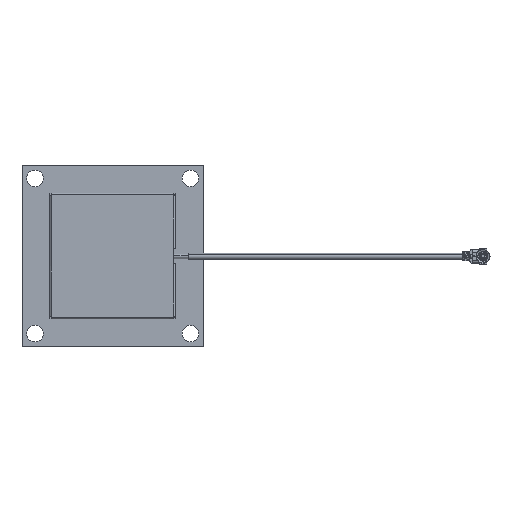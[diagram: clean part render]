
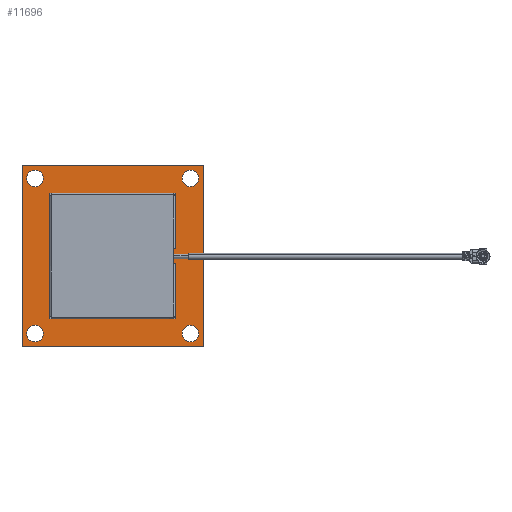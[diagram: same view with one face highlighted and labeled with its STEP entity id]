
A CAD part, top view. The second image highlights one B-rep face of the part: STEP entity #11696.
In plain terms, the highlighted planar face has unit normal (0, 0, 1).
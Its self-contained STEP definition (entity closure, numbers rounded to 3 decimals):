
#17 = VERTEX_POINT ( 'NONE', #8351 ) ;
#70 = FACE_BOUND ( 'NONE', #9381, .T. ) ;
#654 = CARTESIAN_POINT ( 'NONE',  ( 372.302, 403.003, 0.8 ) ) ;
#1132 = DIRECTION ( 'NONE',  ( 0., 0., -1. ) ) ;
#1191 = ORIENTED_EDGE ( 'NONE', *, *, #16485, .T. ) ;
#1308 = CIRCLE ( 'NONE', #9357, 1.6 ) ;
#1376 = AXIS2_PLACEMENT_3D ( 'NONE', #5427, #2750, #14566 ) ;
#1903 = CARTESIAN_POINT ( 'NONE',  ( 372.302, 433.003, 0.8 ) ) ;
#1965 = DIRECTION ( 'NONE',  ( -1., 0., 0. ) ) ;
#2137 = EDGE_CURVE ( 'NONE', #6110, #11442, #19731, .T. ) ;
#2507 = DIRECTION ( 'NONE',  ( 0., 0., -1. ) ) ;
#2750 = DIRECTION ( 'NONE',  ( 0., 0., -1. ) ) ;
#2859 = CARTESIAN_POINT ( 'NONE',  ( 340.702, 403.003, 0.8 ) ) ;
#3375 = AXIS2_PLACEMENT_3D ( 'NONE', #27854, #30373, #12945 ) ;
#3530 = DIRECTION ( 'NONE',  ( -1., 0., 0. ) ) ;
#4423 = DIRECTION ( 'NONE',  ( -1., 0., 0. ) ) ;
#4648 = PLANE ( 'NONE',  #24978 ) ;
#4775 = EDGE_LOOP ( 'NONE', ( #5821, #5523 ) ) ;
#5104 = FACE_BOUND ( 'NONE', #4775, .T. ) ;
#5340 = EDGE_CURVE ( 'NONE', #24017, #23297, #20146, .T. ) ;
#5427 = CARTESIAN_POINT ( 'NONE',  ( 372.302, 403.003, 0.8 ) ) ;
#5523 = ORIENTED_EDGE ( 'NONE', *, *, #10965, .T. ) ;
#5730 = EDGE_LOOP ( 'NONE', ( #27179, #12347 ) ) ;
#5821 = ORIENTED_EDGE ( 'NONE', *, *, #16379, .T. ) ;
#6110 = VERTEX_POINT ( 'NONE', #17837 ) ;
#6389 = DIRECTION ( 'NONE',  ( -1., 0., 0. ) ) ;
#6557 = CIRCLE ( 'NONE', #28666, 0.5 ) ;
#6785 = CIRCLE ( 'NONE', #25897, 1.6 ) ;
#6790 = CARTESIAN_POINT ( 'NONE',  ( 373.902, 403.003, 0.8 ) ) ;
#7177 = AXIS2_PLACEMENT_3D ( 'NONE', #12480, #28990, #14217 ) ;
#8091 = EDGE_CURVE ( 'NONE', #11872, #24578, #17953, .T. ) ;
#8254 = CARTESIAN_POINT ( 'NONE',  ( 342.302, 433.003, 0.8 ) ) ;
#8351 = CARTESIAN_POINT ( 'NONE',  ( 370.702, 403.003, 0.8 ) ) ;
#8728 = EDGE_CURVE ( 'NONE', #16086, #17, #17975, .T. ) ;
#8962 = CARTESIAN_POINT ( 'NONE',  ( 342.302, 403.003, 0.8 ) ) ;
#9357 = AXIS2_PLACEMENT_3D ( 'NONE', #23443, #11642, #18426 ) ;
#9369 = FACE_BOUND ( 'NONE', #5730, .T. ) ;
#9381 = EDGE_LOOP ( 'NONE', ( #23829, #28236 ) ) ;
#9401 = VECTOR ( 'NONE', #6389, 1000. ) ;
#9436 = VECTOR ( 'NONE', #12652, 1000. ) ;
#9571 = CARTESIAN_POINT ( 'NONE',  ( 343.902, 433.003, 0.8 ) ) ;
#9737 = VERTEX_POINT ( 'NONE', #13883 ) ;
#10965 = EDGE_CURVE ( 'NONE', #15786, #11499, #6785, .T. ) ;
#11342 = VECTOR ( 'NONE', #26279, 1000. ) ;
#11442 = VERTEX_POINT ( 'NONE', #22759 ) ;
#11499 = VERTEX_POINT ( 'NONE', #26845 ) ;
#11642 = DIRECTION ( 'NONE',  ( 0., 0., -1. ) ) ;
#11696 = ADVANCED_FACE ( 'NONE', ( #9369, #19430, #70, #5104, #28862, #29018 ), #4648, .F. ) ;
#11704 = AXIS2_PLACEMENT_3D ( 'NONE', #654, #1132, #27577 ) ;
#11872 = VERTEX_POINT ( 'NONE', #17226 ) ;
#12224 = ORIENTED_EDGE ( 'NONE', *, *, #20472, .T. ) ;
#12347 = ORIENTED_EDGE ( 'NONE', *, *, #8728, .T. ) ;
#12374 = VERTEX_POINT ( 'NONE', #24841 ) ;
#12398 = AXIS2_PLACEMENT_3D ( 'NONE', #18859, #30954, #24048 ) ;
#12444 = ORIENTED_EDGE ( 'NONE', *, *, #17719, .T. ) ;
#12459 = CARTESIAN_POINT ( 'NONE',  ( 354.802, 418.003, 0.8 ) ) ;
#12480 = CARTESIAN_POINT ( 'NONE',  ( 354.802, 418.003, 0.8 ) ) ;
#12652 = DIRECTION ( 'NONE',  ( 1., 0., 0. ) ) ;
#12804 = CARTESIAN_POINT ( 'NONE',  ( 374.802, 400.503, 0.8 ) ) ;
#12945 = DIRECTION ( 'NONE',  ( -1., 0., 0. ) ) ;
#13096 = CARTESIAN_POINT ( 'NONE',  ( 355.302, 418.003, 0.8 ) ) ;
#13829 = CARTESIAN_POINT ( 'NONE',  ( 374.802, 435.503, 0.8 ) ) ;
#13883 = CARTESIAN_POINT ( 'NONE',  ( 374.802, 435.503, 0.8 ) ) ;
#14062 = EDGE_CURVE ( 'NONE', #28952, #22031, #18247, .T. ) ;
#14083 = DIRECTION ( 'NONE',  ( 0., 0., -1. ) ) ;
#14137 = EDGE_CURVE ( 'NONE', #17, #16086, #19274, .T. ) ;
#14217 = DIRECTION ( 'NONE',  ( -1., 0., 0. ) ) ;
#14247 = DIRECTION ( 'NONE',  ( -1., 0., 0. ) ) ;
#14349 = CARTESIAN_POINT ( 'NONE',  ( 354.302, 418.003, 0.8 ) ) ;
#14566 = DIRECTION ( 'NONE',  ( -1., 0., 0. ) ) ;
#15123 = ORIENTED_EDGE ( 'NONE', *, *, #2137, .T. ) ;
#15431 = VECTOR ( 'NONE', #23415, 1000. ) ;
#15786 = VERTEX_POINT ( 'NONE', #9571 ) ;
#16086 = VERTEX_POINT ( 'NONE', #6790 ) ;
#16357 = DIRECTION ( 'NONE',  ( -1., 0., 0. ) ) ;
#16379 = EDGE_CURVE ( 'NONE', #11499, #15786, #1308, .T. ) ;
#16485 = EDGE_CURVE ( 'NONE', #12374, #6110, #22028, .T. ) ;
#16946 = CIRCLE ( 'NONE', #3375, 1.6 ) ;
#17226 = CARTESIAN_POINT ( 'NONE',  ( 343.902, 403.003, 0.8 ) ) ;
#17719 = EDGE_CURVE ( 'NONE', #11442, #9737, #20620, .T. ) ;
#17837 = CARTESIAN_POINT ( 'NONE',  ( 339.802, 400.503, 0.8 ) ) ;
#17953 = CIRCLE ( 'NONE', #12398, 1.6 ) ;
#17975 = CIRCLE ( 'NONE', #1376, 1.6 ) ;
#18247 = CIRCLE ( 'NONE', #7177, 0.5 ) ;
#18426 = DIRECTION ( 'NONE',  ( -1., 0., 0. ) ) ;
#18859 = CARTESIAN_POINT ( 'NONE',  ( 342.302, 403.003, 0.8 ) ) ;
#19274 = CIRCLE ( 'NONE', #11704, 1.6 ) ;
#19430 = FACE_BOUND ( 'NONE', #23973, .T. ) ;
#19491 = AXIS2_PLACEMENT_3D ( 'NONE', #8962, #2507, #16357 ) ;
#19731 = LINE ( 'NONE', #12804, #9436 ) ;
#19854 = EDGE_CURVE ( 'NONE', #9737, #12374, #23233, .T. ) ;
#20146 = CIRCLE ( 'NONE', #24668, 1.6 ) ;
#20472 = EDGE_CURVE ( 'NONE', #24578, #11872, #28486, .T. ) ;
#20620 = LINE ( 'NONE', #13829, #15431 ) ;
#21013 = EDGE_LOOP ( 'NONE', ( #15123, #12444, #29743, #1191 ) ) ;
#21046 = CARTESIAN_POINT ( 'NONE',  ( 339.802, 435.503, 0.8 ) ) ;
#22028 = LINE ( 'NONE', #26135, #11342 ) ;
#22031 = VERTEX_POINT ( 'NONE', #13096 ) ;
#22067 = ORIENTED_EDGE ( 'NONE', *, *, #14062, .T. ) ;
#22759 = CARTESIAN_POINT ( 'NONE',  ( 374.802, 400.503, 0.8 ) ) ;
#23102 = EDGE_CURVE ( 'NONE', #22031, #28952, #6557, .T. ) ;
#23233 = LINE ( 'NONE', #21046, #9401 ) ;
#23297 = VERTEX_POINT ( 'NONE', #27848 ) ;
#23415 = DIRECTION ( 'NONE',  ( 0., 1., 0. ) ) ;
#23443 = CARTESIAN_POINT ( 'NONE',  ( 342.302, 433.003, 0.8 ) ) ;
#23829 = ORIENTED_EDGE ( 'NONE', *, *, #5340, .T. ) ;
#23840 = CARTESIAN_POINT ( 'NONE',  ( 370.702, 433.003, 0.8 ) ) ;
#23973 = EDGE_LOOP ( 'NONE', ( #12224, #25073 ) ) ;
#24017 = VERTEX_POINT ( 'NONE', #23840 ) ;
#24048 = DIRECTION ( 'NONE',  ( -1., 0., 0. ) ) ;
#24578 = VERTEX_POINT ( 'NONE', #2859 ) ;
#24668 = AXIS2_PLACEMENT_3D ( 'NONE', #1903, #28318, #4423 ) ;
#24841 = CARTESIAN_POINT ( 'NONE',  ( 339.802, 435.503, 0.8 ) ) ;
#24978 = AXIS2_PLACEMENT_3D ( 'NONE', #26051, #31074, #14247 ) ;
#25073 = ORIENTED_EDGE ( 'NONE', *, *, #8091, .T. ) ;
#25093 = DIRECTION ( 'NONE',  ( 0., 0., -1. ) ) ;
#25876 = ORIENTED_EDGE ( 'NONE', *, *, #23102, .T. ) ;
#25897 = AXIS2_PLACEMENT_3D ( 'NONE', #8254, #25093, #3530 ) ;
#26051 = CARTESIAN_POINT ( 'NONE',  ( 0., 0., 0.8 ) ) ;
#26135 = CARTESIAN_POINT ( 'NONE',  ( 339.802, 400.503, 0.8 ) ) ;
#26279 = DIRECTION ( 'NONE',  ( 0., -1., 0. ) ) ;
#26760 = EDGE_CURVE ( 'NONE', #23297, #24017, #16946, .T. ) ;
#26845 = CARTESIAN_POINT ( 'NONE',  ( 340.702, 433.003, 0.8 ) ) ;
#27179 = ORIENTED_EDGE ( 'NONE', *, *, #14137, .T. ) ;
#27577 = DIRECTION ( 'NONE',  ( -1., 0., 0. ) ) ;
#27848 = CARTESIAN_POINT ( 'NONE',  ( 373.902, 433.003, 0.8 ) ) ;
#27854 = CARTESIAN_POINT ( 'NONE',  ( 372.302, 433.003, 0.8 ) ) ;
#28236 = ORIENTED_EDGE ( 'NONE', *, *, #26760, .T. ) ;
#28318 = DIRECTION ( 'NONE',  ( 0., 0., -1. ) ) ;
#28362 = EDGE_LOOP ( 'NONE', ( #22067, #25876 ) ) ;
#28486 = CIRCLE ( 'NONE', #19491, 1.6 ) ;
#28666 = AXIS2_PLACEMENT_3D ( 'NONE', #12459, #14083, #1965 ) ;
#28862 = FACE_BOUND ( 'NONE', #28362, .T. ) ;
#28952 = VERTEX_POINT ( 'NONE', #14349 ) ;
#28990 = DIRECTION ( 'NONE',  ( 0., 0., -1. ) ) ;
#29018 = FACE_OUTER_BOUND ( 'NONE', #21013, .T. ) ;
#29743 = ORIENTED_EDGE ( 'NONE', *, *, #19854, .T. ) ;
#30373 = DIRECTION ( 'NONE',  ( 0., 0., -1. ) ) ;
#30954 = DIRECTION ( 'NONE',  ( 0., 0., -1. ) ) ;
#31074 = DIRECTION ( 'NONE',  ( 0., 0., -1. ) ) ;
